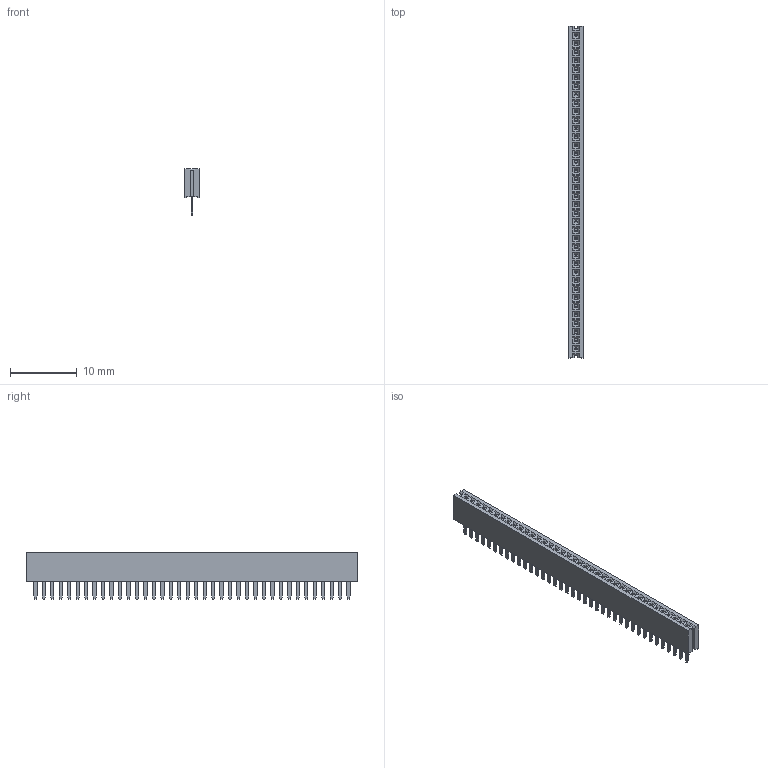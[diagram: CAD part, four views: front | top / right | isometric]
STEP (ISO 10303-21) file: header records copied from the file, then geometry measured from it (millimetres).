
FILE_DESCRIPTION(('FreeCAD Model'),'2;1');
FILE_NAME( 'PinSocket_1x38x1.27_cut.step', '2020-09-29T19:21:39',('Author'),(''), 'Open CASCADE STEP processor 7.3','FreeCAD','Unknown');
FILE_SCHEMA(('AUTOMOTIVE_DESIGN { 1 0 10303 214 1 1 1 1 }'));
Length unit declared in the file: millimetre
Products named in the file (1): Cut003001
Bounding box: 2.2 x 49.8 x 7 mm (x, y, z)
Volume: 438.5 mm3; surface area: 1136.1 mm2
Topology: 1 solids, 1 shells, 1134 faces, 2898 edges, 1880 vertices
Faces by surface type: plane 1134
Entity records: 41316 total; most frequent: CARTESIAN_POINT 5913, ORIENTED_EDGE 5796, DIRECTION 5168, EDGE_CURVE 2898, LINE 2898, VECTOR 2898, VERTEX_POINT 1880, FACE_BOUND 1248
